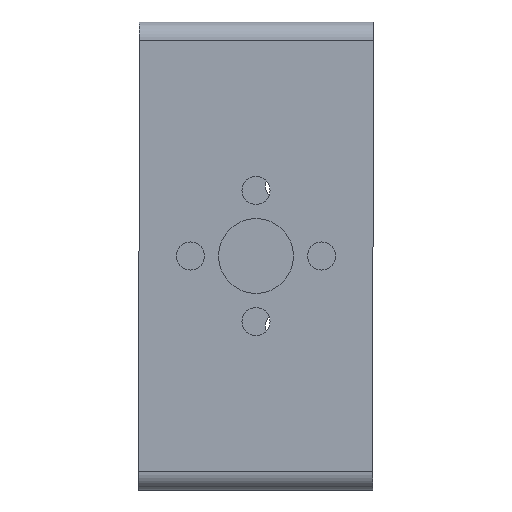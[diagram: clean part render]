
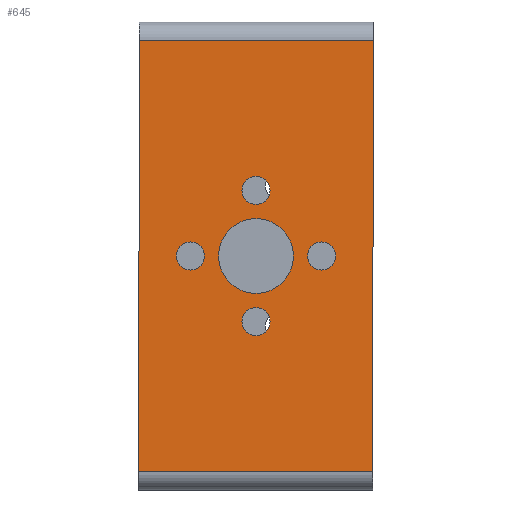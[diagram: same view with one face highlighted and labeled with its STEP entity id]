
A CAD part, front view. The second image highlights one B-rep face of the part: STEP entity #645.
In plain terms, the highlighted planar face has unit normal (0, -1, 0).
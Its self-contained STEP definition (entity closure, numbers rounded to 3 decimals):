
#6 = AXIS2_PLACEMENT_3D ( 'NONE', #52, #874, #1271 ) ;
#13 = EDGE_CURVE ( 'NONE', #855, #546, #319, .T. ) ;
#49 = AXIS2_PLACEMENT_3D ( 'NONE', #669, #170, #870 ) ;
#51 = CIRCLE ( 'NONE', #1119, 1.5 ) ;
#52 = CARTESIAN_POINT ( 'NONE',  ( 12.5, 0., 32. ) ) ;
#57 = ORIENTED_EDGE ( 'NONE', *, *, #663, .T. ) ;
#60 = CARTESIAN_POINT ( 'NONE',  ( 25., 0., 48. ) ) ;
#75 = CIRCLE ( 'NONE', #6, 1.5 ) ;
#81 = ORIENTED_EDGE ( 'NONE', *, *, #13, .T. ) ;
#82 = PLANE ( 'NONE',  #462 ) ;
#83 = CIRCLE ( 'NONE', #599, 1.5 ) ;
#85 = DIRECTION ( 'NONE',  ( 0., 0., 1. ) ) ;
#90 = EDGE_CURVE ( 'NONE', #166, #552, #565, .T. ) ;
#112 = CIRCLE ( 'NONE', #49, 4. ) ;
#117 = VECTOR ( 'NONE', #225, 1000. ) ;
#118 = CARTESIAN_POINT ( 'NONE',  ( 19.5, 0., 25. ) ) ;
#121 = ORIENTED_EDGE ( 'NONE', *, *, #401, .T. ) ;
#126 = CARTESIAN_POINT ( 'NONE',  ( 25., 0., 2. ) ) ;
#133 = VECTOR ( 'NONE', #810, 1000. ) ;
#138 = AXIS2_PLACEMENT_3D ( 'NONE', #982, #764, #869 ) ;
#147 = EDGE_CURVE ( 'NONE', #1084, #719, #430, .T. ) ;
#152 = ORIENTED_EDGE ( 'NONE', *, *, #470, .T. ) ;
#160 = VERTEX_POINT ( 'NONE', #60 ) ;
#166 = VERTEX_POINT ( 'NONE', #246 ) ;
#167 = CARTESIAN_POINT ( 'NONE',  ( 12.5, 0., 32. ) ) ;
#170 = DIRECTION ( 'NONE',  ( 0., 1., 0. ) ) ;
#188 = CIRCLE ( 'NONE', #376, 1.5 ) ;
#192 = EDGE_CURVE ( 'NONE', #379, #251, #75, .T. ) ;
#199 = CARTESIAN_POINT ( 'NONE',  ( 12.5, 0., 33.5 ) ) ;
#223 = EDGE_CURVE ( 'NONE', #622, #903, #285, .T. ) ;
#225 = DIRECTION ( 'NONE',  ( 1., 0., 0. ) ) ;
#237 = ORIENTED_EDGE ( 'NONE', *, *, #1281, .F. ) ;
#246 = CARTESIAN_POINT ( 'NONE',  ( 12.5, 0., 29. ) ) ;
#251 = VERTEX_POINT ( 'NONE', #916 ) ;
#256 = FACE_BOUND ( 'NONE', #1295, .T. ) ;
#285 = CIRCLE ( 'NONE', #979, 1.5 ) ;
#288 = DIRECTION ( 'NONE',  ( 0., 1., 0. ) ) ;
#303 = CIRCLE ( 'NONE', #934, 1.5 ) ;
#307 = ORIENTED_EDGE ( 'NONE', *, *, #223, .T. ) ;
#310 = CARTESIAN_POINT ( 'NONE',  ( 25., 0., 0. ) ) ;
#311 = CARTESIAN_POINT ( 'NONE',  ( 0., 0., 0. ) ) ;
#313 = DIRECTION ( 'NONE',  ( 0., 0., 1. ) ) ;
#319 = LINE ( 'NONE', #328, #117 ) ;
#322 = DIRECTION ( 'NONE',  ( 0., 1., 0. ) ) ;
#328 = CARTESIAN_POINT ( 'NONE',  ( 0., 0., 2. ) ) ;
#338 = VERTEX_POINT ( 'NONE', #1310 ) ;
#354 = DIRECTION ( 'NONE',  ( 0., 0., 1. ) ) ;
#364 = FACE_BOUND ( 'NONE', #444, .T. ) ;
#373 = ORIENTED_EDGE ( 'NONE', *, *, #192, .T. ) ;
#376 = AXIS2_PLACEMENT_3D ( 'NONE', #518, #733, #511 ) ;
#379 = VERTEX_POINT ( 'NONE', #199 ) ;
#401 = EDGE_CURVE ( 'NONE', #338, #1274, #303, .T. ) ;
#430 = CIRCLE ( 'NONE', #138, 1.5 ) ;
#444 = EDGE_LOOP ( 'NONE', ( #307, #864 ) ) ;
#445 = EDGE_CURVE ( 'NONE', #1274, #338, #188, .T. ) ;
#462 = AXIS2_PLACEMENT_3D ( 'NONE', #774, #1169, #572 ) ;
#470 = EDGE_CURVE ( 'NONE', #160, #555, #1234, .T. ) ;
#494 = CARTESIAN_POINT ( 'NONE',  ( 0., 0., 48. ) ) ;
#507 = DIRECTION ( 'NONE',  ( 0., 0., -1. ) ) ;
#511 = DIRECTION ( 'NONE',  ( 0., 0., 1. ) ) ;
#518 = CARTESIAN_POINT ( 'NONE',  ( 19.5, 0., 25. ) ) ;
#536 = CARTESIAN_POINT ( 'NONE',  ( 0., 0., 48. ) ) ;
#546 = VERTEX_POINT ( 'NONE', #126 ) ;
#550 = EDGE_LOOP ( 'NONE', ( #237, #152, #961, #81 ) ) ;
#552 = VERTEX_POINT ( 'NONE', #1137 ) ;
#555 = VERTEX_POINT ( 'NONE', #536 ) ;
#560 = DIRECTION ( 'NONE',  ( 0., 1., 0. ) ) ;
#565 = CIRCLE ( 'NONE', #1060, 4. ) ;
#572 = DIRECTION ( 'NONE',  ( 0., 0., 1. ) ) ;
#579 = DIRECTION ( 'NONE',  ( 0., 1., 0. ) ) ;
#599 = AXIS2_PLACEMENT_3D ( 'NONE', #167, #579, #354 ) ;
#617 = DIRECTION ( 'NONE',  ( 0., 1., 0. ) ) ;
#622 = VERTEX_POINT ( 'NONE', #753 ) ;
#645 = ADVANCED_FACE ( 'NONE', ( #364, #788, #1092, #256, #698, #687 ), #82, .F. ) ;
#648 = VECTOR ( 'NONE', #1215, 1000. ) ;
#663 = EDGE_CURVE ( 'NONE', #251, #379, #83, .T. ) ;
#665 = ORIENTED_EDGE ( 'NONE', *, *, #1149, .T. ) ;
#669 = CARTESIAN_POINT ( 'NONE',  ( 12.5, 0., 25. ) ) ;
#673 = CARTESIAN_POINT ( 'NONE',  ( 5.5, 0., 26.5 ) ) ;
#687 = FACE_OUTER_BOUND ( 'NONE', #550, .T. ) ;
#698 = FACE_BOUND ( 'NONE', #846, .T. ) ;
#702 = CARTESIAN_POINT ( 'NONE',  ( 19.5, 0., 26.5 ) ) ;
#719 = VERTEX_POINT ( 'NONE', #673 ) ;
#733 = DIRECTION ( 'NONE',  ( 0., 1., 0. ) ) ;
#742 = CARTESIAN_POINT ( 'NONE',  ( 5.5, 0., 23.5 ) ) ;
#753 = CARTESIAN_POINT ( 'NONE',  ( 12.5, 0., 19.5 ) ) ;
#764 = DIRECTION ( 'NONE',  ( 0., 1., 0. ) ) ;
#765 = AXIS2_PLACEMENT_3D ( 'NONE', #863, #322, #766 ) ;
#766 = DIRECTION ( 'NONE',  ( 0., 0., 1. ) ) ;
#774 = CARTESIAN_POINT ( 'NONE',  ( 0., 0., 0. ) ) ;
#788 = FACE_BOUND ( 'NONE', #817, .T. ) ;
#810 = DIRECTION ( 'NONE',  ( 0., 0., 1. ) ) ;
#814 = ORIENTED_EDGE ( 'NONE', *, *, #1257, .T. ) ;
#817 = EDGE_LOOP ( 'NONE', ( #1030, #665 ) ) ;
#819 = CARTESIAN_POINT ( 'NONE',  ( 5.5, 0., 25. ) ) ;
#820 = CARTESIAN_POINT ( 'NONE',  ( 0., 0., 2. ) ) ;
#838 = EDGE_LOOP ( 'NONE', ( #814, #1230 ) ) ;
#846 = EDGE_LOOP ( 'NONE', ( #1256, #121 ) ) ;
#855 = VERTEX_POINT ( 'NONE', #820 ) ;
#863 = CARTESIAN_POINT ( 'NONE',  ( 12.5, 0., 18. ) ) ;
#864 = ORIENTED_EDGE ( 'NONE', *, *, #1079, .T. ) ;
#869 = DIRECTION ( 'NONE',  ( 0., 0., 1. ) ) ;
#870 = DIRECTION ( 'NONE',  ( 0., 0., 1. ) ) ;
#874 = DIRECTION ( 'NONE',  ( 0., 1., 0. ) ) ;
#903 = VERTEX_POINT ( 'NONE', #1112 ) ;
#916 = CARTESIAN_POINT ( 'NONE',  ( 12.5, 0., 30.5 ) ) ;
#918 = EDGE_CURVE ( 'NONE', #855, #555, #1225, .T. ) ;
#934 = AXIS2_PLACEMENT_3D ( 'NONE', #118, #617, #313 ) ;
#961 = ORIENTED_EDGE ( 'NONE', *, *, #918, .F. ) ;
#979 = AXIS2_PLACEMENT_3D ( 'NONE', #1123, #288, #85 ) ;
#982 = CARTESIAN_POINT ( 'NONE',  ( 5.5, 0., 25. ) ) ;
#987 = CARTESIAN_POINT ( 'NONE',  ( 12.5, 0., 25. ) ) ;
#1028 = DIRECTION ( 'NONE',  ( 0., 1., 0. ) ) ;
#1030 = ORIENTED_EDGE ( 'NONE', *, *, #90, .T. ) ;
#1060 = AXIS2_PLACEMENT_3D ( 'NONE', #987, #560, #1186 ) ;
#1079 = EDGE_CURVE ( 'NONE', #903, #622, #1098, .T. ) ;
#1084 = VERTEX_POINT ( 'NONE', #742 ) ;
#1092 = FACE_BOUND ( 'NONE', #838, .T. ) ;
#1098 = CIRCLE ( 'NONE', #765, 1.5 ) ;
#1112 = CARTESIAN_POINT ( 'NONE',  ( 12.5, 0., 16.5 ) ) ;
#1119 = AXIS2_PLACEMENT_3D ( 'NONE', #819, #1028, #1325 ) ;
#1123 = CARTESIAN_POINT ( 'NONE',  ( 12.5, 0., 18. ) ) ;
#1137 = CARTESIAN_POINT ( 'NONE',  ( 12.5, 0., 21. ) ) ;
#1149 = EDGE_CURVE ( 'NONE', #552, #166, #112, .T. ) ;
#1169 = DIRECTION ( 'NONE',  ( 0., 1., 0. ) ) ;
#1186 = DIRECTION ( 'NONE',  ( 0., 0., 1. ) ) ;
#1215 = DIRECTION ( 'NONE',  ( -1., 0., 0. ) ) ;
#1224 = LINE ( 'NONE', #310, #1285 ) ;
#1225 = LINE ( 'NONE', #311, #133 ) ;
#1230 = ORIENTED_EDGE ( 'NONE', *, *, #147, .T. ) ;
#1234 = LINE ( 'NONE', #494, #648 ) ;
#1256 = ORIENTED_EDGE ( 'NONE', *, *, #445, .T. ) ;
#1257 = EDGE_CURVE ( 'NONE', #719, #1084, #51, .T. ) ;
#1271 = DIRECTION ( 'NONE',  ( 0., 0., 1. ) ) ;
#1274 = VERTEX_POINT ( 'NONE', #702 ) ;
#1281 = EDGE_CURVE ( 'NONE', #160, #546, #1224, .T. ) ;
#1285 = VECTOR ( 'NONE', #507, 1000. ) ;
#1295 = EDGE_LOOP ( 'NONE', ( #373, #57 ) ) ;
#1310 = CARTESIAN_POINT ( 'NONE',  ( 19.5, 0., 23.5 ) ) ;
#1325 = DIRECTION ( 'NONE',  ( 0., 0., 1. ) ) ;
